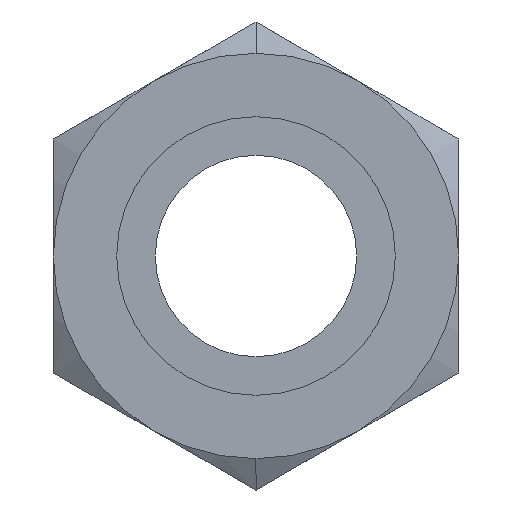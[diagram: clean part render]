
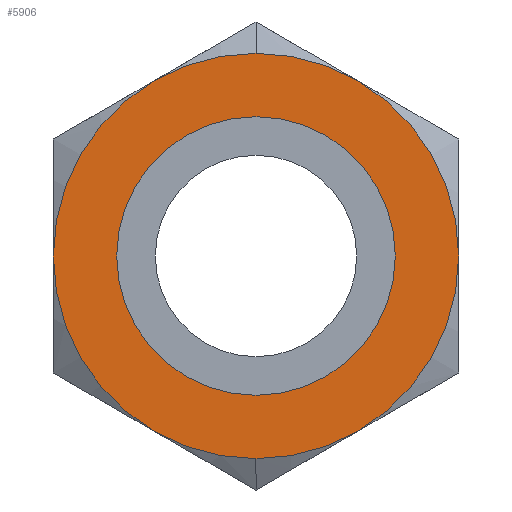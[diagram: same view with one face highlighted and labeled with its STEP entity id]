
A CAD part, left-side view. The second image highlights one B-rep face of the part: STEP entity #5906.
In plain terms, the highlighted planar face has unit normal (-1, 0, 0).
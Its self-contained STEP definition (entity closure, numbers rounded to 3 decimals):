
#112 = EDGE_CURVE ( 'NONE', #473, #3400, #668, .T. ) ;
#473 = VERTEX_POINT ( 'NONE', #690 ) ;
#615 = EDGE_LOOP ( 'NONE', ( #6683, #8883 ) ) ;
#655 = CIRCLE ( 'NONE', #1987, 11. ) ;
#668 = CIRCLE ( 'NONE', #3909, 11. ) ;
#690 = CARTESIAN_POINT ( 'NONE',  ( 0., 0., 11. ) ) ;
#763 = DIRECTION ( 'NONE',  ( 0., 0., 1. ) ) ;
#1045 = FACE_OUTER_BOUND ( 'NONE', #615, .T. ) ;
#1307 = CARTESIAN_POINT ( 'NONE',  ( 0., 0., -16. ) ) ;
#1561 = AXIS2_PLACEMENT_3D ( 'NONE', #5374, #6168, #1871 ) ;
#1871 = DIRECTION ( 'NONE',  ( 0., 0., 1. ) ) ;
#1908 = VERTEX_POINT ( 'NONE', #1307 ) ;
#1987 = AXIS2_PLACEMENT_3D ( 'NONE', #2197, #3779, #3035 ) ;
#2096 = DIRECTION ( 'NONE',  ( 1., 0., 0. ) ) ;
#2197 = CARTESIAN_POINT ( 'NONE',  ( 0., 0., 0. ) ) ;
#2494 = EDGE_LOOP ( 'NONE', ( #5726, #5502 ) ) ;
#2875 = AXIS2_PLACEMENT_3D ( 'NONE', #7102, #2096, #763 ) ;
#3035 = DIRECTION ( 'NONE',  ( 0., 0., -1. ) ) ;
#3041 = CIRCLE ( 'NONE', #2875, 16. ) ;
#3400 = VERTEX_POINT ( 'NONE', #8156 ) ;
#3779 = DIRECTION ( 'NONE',  ( 1., 0., 0. ) ) ;
#3909 = AXIS2_PLACEMENT_3D ( 'NONE', #4254, #4206, #7069 ) ;
#3944 = EDGE_CURVE ( 'NONE', #1908, #5099, #7644, .T. ) ;
#4191 = AXIS2_PLACEMENT_3D ( 'NONE', #7916, #5072, #7129 ) ;
#4206 = DIRECTION ( 'NONE',  ( 1., 0., 0. ) ) ;
#4254 = CARTESIAN_POINT ( 'NONE',  ( 0., 0., 0. ) ) ;
#4673 = PLANE ( 'NONE',  #1561 ) ;
#4816 = EDGE_CURVE ( 'NONE', #3400, #473, #655, .T. ) ;
#5072 = DIRECTION ( 'NONE',  ( 1., 0., 0. ) ) ;
#5099 = VERTEX_POINT ( 'NONE', #8827 ) ;
#5374 = CARTESIAN_POINT ( 'NONE',  ( 0., 0., 8. ) ) ;
#5502 = ORIENTED_EDGE ( 'NONE', *, *, #112, .T. ) ;
#5726 = ORIENTED_EDGE ( 'NONE', *, *, #4816, .T. ) ;
#5906 = ADVANCED_FACE ( 'NONE', ( #8879, #1045 ), #4673, .T. ) ;
#6168 = DIRECTION ( 'NONE',  ( -1., 0., 0. ) ) ;
#6683 = ORIENTED_EDGE ( 'NONE', *, *, #6700, .F. ) ;
#6700 = EDGE_CURVE ( 'NONE', #5099, #1908, #3041, .T. ) ;
#7069 = DIRECTION ( 'NONE',  ( 0., 0., 1. ) ) ;
#7102 = CARTESIAN_POINT ( 'NONE',  ( 0., 0., 0. ) ) ;
#7129 = DIRECTION ( 'NONE',  ( 0., 0., -1. ) ) ;
#7644 = CIRCLE ( 'NONE', #4191, 16. ) ;
#7916 = CARTESIAN_POINT ( 'NONE',  ( 0., 0., 0. ) ) ;
#8156 = CARTESIAN_POINT ( 'NONE',  ( 0., 0., -11. ) ) ;
#8827 = CARTESIAN_POINT ( 'NONE',  ( 0., 0., 16. ) ) ;
#8879 = FACE_BOUND ( 'NONE', #2494, .T. ) ;
#8883 = ORIENTED_EDGE ( 'NONE', *, *, #3944, .F. ) ;
